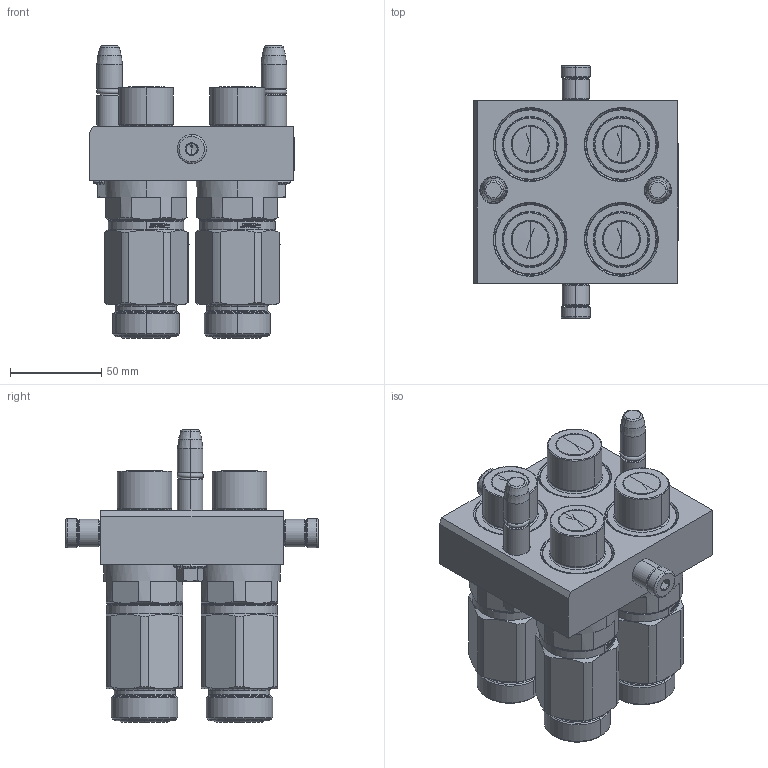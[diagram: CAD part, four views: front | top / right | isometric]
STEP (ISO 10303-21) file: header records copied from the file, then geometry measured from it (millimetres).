
FILE_DESCRIPTION (( 'STEP AP214' ), '1' );
FILE_NAME ('FASTER.step', '2023-04-06T11:56:35', ( '' ), ( '' ), 'SwSTEP 2.0', 'SolidWorks 2017', '' );
FILE_SCHEMA (( 'AUTOMOTIVE_DESIGN' ));
Length unit declared in the file: millimetre
Products named in the file (11): 4830_013_3000_030; 3ffnp3411_1sm; P412_M_BASE; 4830_028_1000_011; 4830_021_0000_000; 4830_010_4000_000; et002; or2_62x9_19_m; 1540_080_0008_000; FASTER
Assembly tree (18 placements, depth 3):
  FASTER
    P412_M_BASE
      4830_010_4000_000
      4830_021_0000_000  x2
      1540_080_0008_000  x2
      or2_62x9_19_m  x2
      4830_013_3000_030  x2
      4830_028_1000_011  x2
    3ffnp3411_1sm  x4
      3ffnp3411_1sm
    et002
Bounding box: 112.3 x 138.6 x 160.07 mm (x, y, z)
Volume: 2873.9 mm3; surface area: 169599.4 mm2
Topology: 5 solids, 64 shells, 1943 faces, 5967 edges, 3948 vertices
Faces by surface type: plane 1025, cone 316, cylinder 312, torus 160, bspline 130
Entity records: 41220 total; most frequent: CARTESIAN_POINT 12224, ORIENTED_EDGE 5282, DIRECTION 4862, EDGE_CURVE 2839, VECTOR 1878, LINE 1878, VERTEX_POINT 1867, AXIS2_PLACEMENT_3D 1492
